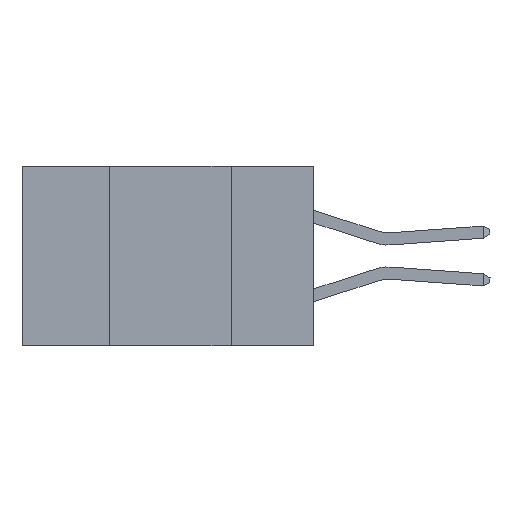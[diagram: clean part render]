
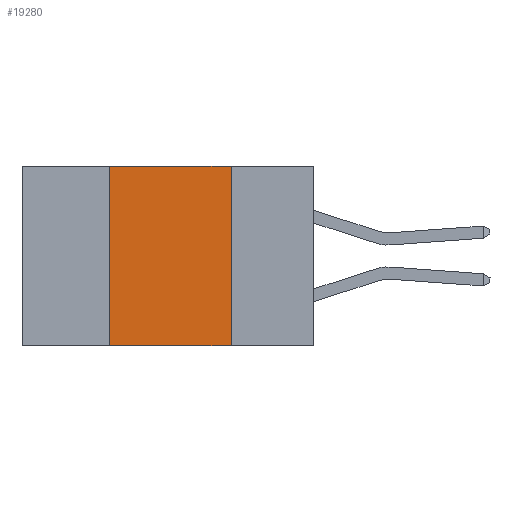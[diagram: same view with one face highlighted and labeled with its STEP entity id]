
A CAD part, left-side view. The second image highlights one B-rep face of the part: STEP entity #19280.
In plain terms, the highlighted planar face has unit normal (-1, 0, 0).
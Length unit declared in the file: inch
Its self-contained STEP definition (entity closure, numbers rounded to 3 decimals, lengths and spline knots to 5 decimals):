
#38 = DIRECTION ( 'NONE',  ( 0., -1., 0. ) ) ;
#197 = VERTEX_POINT ( 'NONE', #11785 ) ;
#1260 = VERTEX_POINT ( 'NONE', #10403 ) ;
#2096 = LINE ( 'NONE', #18842, #4081 ) ;
#2661 = LINE ( 'NONE', #19402, #23632 ) ;
#2944 = ORIENTED_EDGE ( 'NONE', *, *, #5443, .F. ) ;
#4081 = VECTOR ( 'NONE', #38, 39.37008 ) ;
#4265 = DIRECTION ( 'NONE',  ( 0., 0., 1. ) ) ;
#5443 = EDGE_CURVE ( 'NONE', #1260, #24310, #2661, .T. ) ;
#6375 = EDGE_LOOP ( 'NONE', ( #22464, #2944, #20750, #20608 ) ) ;
#6545 = PLANE ( 'NONE',  #13960 ) ;
#6610 = VERTEX_POINT ( 'NONE', #18073 ) ;
#8444 = FACE_OUTER_BOUND ( 'NONE', #6375, .T. ) ;
#8561 = EDGE_CURVE ( 'NONE', #197, #6610, #2096, .T. ) ;
#8588 = CARTESIAN_POINT ( 'NONE',  ( 0., 0.17, 0. ) ) ;
#8766 = CARTESIAN_POINT ( 'NONE',  ( 0., 0.17, 0. ) ) ;
#9097 = DIRECTION ( 'NONE',  ( 0., -1., 0. ) ) ;
#10042 = VECTOR ( 'NONE', #15066, 39.37008 ) ;
#10403 = CARTESIAN_POINT ( 'NONE',  ( 0., 0.42, 0. ) ) ;
#11785 = CARTESIAN_POINT ( 'NONE',  ( 0., 0.42, -0.37 ) ) ;
#12451 = LINE ( 'NONE', #8588, #10042 ) ;
#13960 = AXIS2_PLACEMENT_3D ( 'NONE', #16835, #14797, #18761 ) ;
#14797 = DIRECTION ( 'NONE',  ( 1., 0., 0. ) ) ;
#15066 = DIRECTION ( 'NONE',  ( 0., 0., -1. ) ) ;
#15749 = VECTOR ( 'NONE', #4265, 39.37008 ) ;
#16418 = EDGE_CURVE ( 'NONE', #197, #1260, #20607, .T. ) ;
#16835 = CARTESIAN_POINT ( 'NONE',  ( 0., 0.6, 0. ) ) ;
#18073 = CARTESIAN_POINT ( 'NONE',  ( 0., 0.17, -0.37 ) ) ;
#18761 = DIRECTION ( 'NONE',  ( 0., 0., -1. ) ) ;
#18842 = CARTESIAN_POINT ( 'NONE',  ( 0., 0.6, -0.37 ) ) ;
#19280 = ADVANCED_FACE ( 'NONE', ( #8444 ), #6545, .F. ) ;
#19402 = CARTESIAN_POINT ( 'NONE',  ( 0., 0.6, 0. ) ) ;
#20522 = EDGE_CURVE ( 'NONE', #24310, #6610, #12451, .T. ) ;
#20607 = LINE ( 'NONE', #23062, #15749 ) ;
#20608 = ORIENTED_EDGE ( 'NONE', *, *, #8561, .T. ) ;
#20750 = ORIENTED_EDGE ( 'NONE', *, *, #16418, .F. ) ;
#22464 = ORIENTED_EDGE ( 'NONE', *, *, #20522, .F. ) ;
#23062 = CARTESIAN_POINT ( 'NONE',  ( 0., 0.42, 0. ) ) ;
#23632 = VECTOR ( 'NONE', #9097, 39.37008 ) ;
#24310 = VERTEX_POINT ( 'NONE', #8766 ) ;
